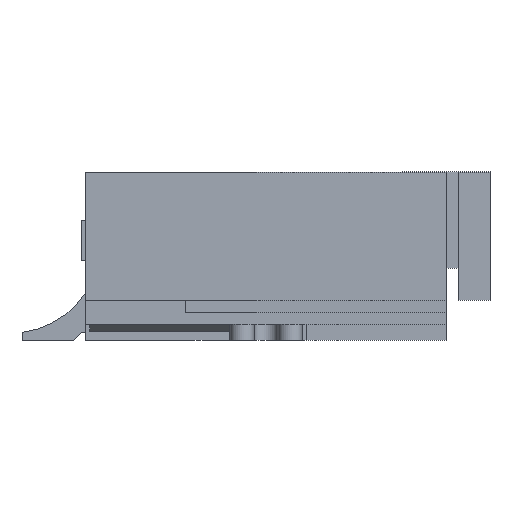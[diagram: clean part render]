
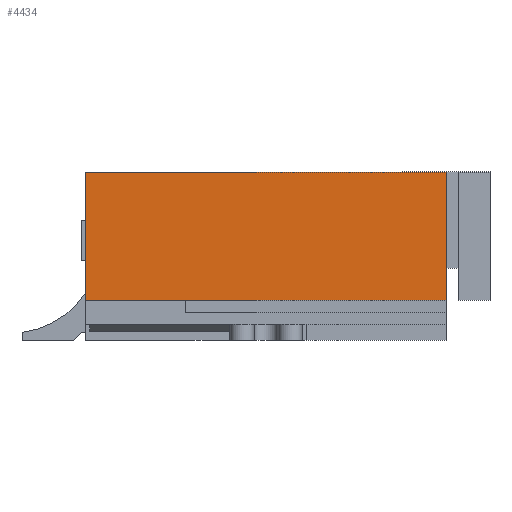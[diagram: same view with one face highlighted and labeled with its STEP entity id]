
A CAD part, left-side view. The second image highlights one B-rep face of the part: STEP entity #4434.
In plain terms, the highlighted planar face has unit normal (-1, 0, 0).
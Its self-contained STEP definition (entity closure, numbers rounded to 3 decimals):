
#4434=ADVANCED_FACE('',(#7764),#7766,.F.);
#7764=FACE_BOUND('',#7765,.T.);
#7765=EDGE_LOOP('',(#10459,#10460,#10461,#10462));
#7766=PLANE('',#7767);
#7767=AXIS2_PLACEMENT_3D('',#7768,#7769,#7770);
#7768=CARTESIAN_POINT('',(-2.4,0.,0.));
#7769=DIRECTION('',(1.,0.,0.));
#7770=DIRECTION('',(0.,1.,0.));
#10459=ORIENTED_EDGE('',*,*,#11807,.F.);
#10460=ORIENTED_EDGE('',*,*,#11804,.F.);
#10461=ORIENTED_EDGE('',*,*,#11801,.F.);
#10462=ORIENTED_EDGE('',*,*,#11797,.F.);
#11797=EDGE_CURVE('',#14004,#14005,#14006,.T.);
#11801=EDGE_CURVE('',#14005,#14012,#14013,.T.);
#11804=EDGE_CURVE('',#14012,#14017,#14018,.T.);
#11807=EDGE_CURVE('',#14017,#14004,#14022,.T.);
#14004=VERTEX_POINT('',#18979);
#14005=VERTEX_POINT('',#18980);
#14006=LINE('',#18981,#18982);
#14012=VERTEX_POINT('',#18995);
#14013=LINE('',#18996,#18997);
#14017=VERTEX_POINT('',#19006);
#14018=LINE('',#19007,#19008);
#14022=LINE('',#19017,#19018);
#18979=CARTESIAN_POINT('',(-2.4,-5.25,0.5));
#18980=CARTESIAN_POINT('',(-2.4,-0.75,0.5));
#18981=CARTESIAN_POINT('',(-2.4,-5.25,0.5));
#18982=VECTOR('',#18983,1.);
#18983=DIRECTION('',(0.,1.,0.));
#18995=CARTESIAN_POINT('',(-2.4,-0.75,2.1));
#18996=CARTESIAN_POINT('',(-2.4,-0.75,0.5));
#18997=VECTOR('',#18998,1.);
#18998=DIRECTION('',(0.,0.,1.));
#19006=CARTESIAN_POINT('',(-2.4,-5.25,2.1));
#19007=CARTESIAN_POINT('',(-2.4,-0.75,2.1));
#19008=VECTOR('',#19009,1.);
#19009=DIRECTION('',(0.,-1.,0.));
#19017=CARTESIAN_POINT('',(-2.4,-5.25,2.1));
#19018=VECTOR('',#19019,1.);
#19019=DIRECTION('',(0.,0.,-1.));
